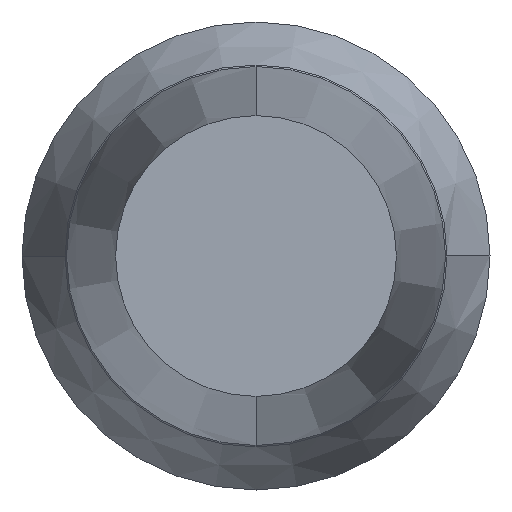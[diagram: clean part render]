
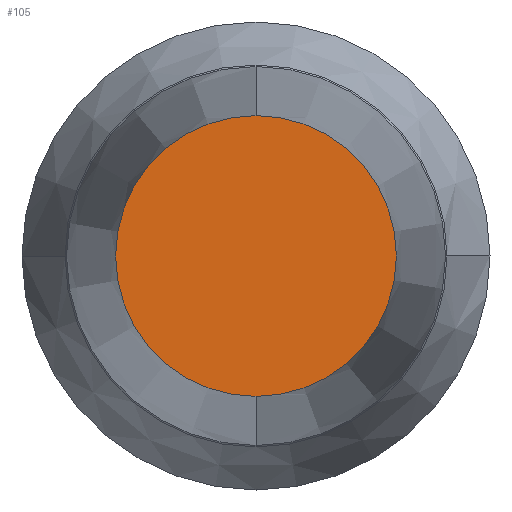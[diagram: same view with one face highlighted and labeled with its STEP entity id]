
A CAD part, front view. The second image highlights one B-rep face of the part: STEP entity #105.
In plain terms, the highlighted planar face has unit normal (0, -1, 0).
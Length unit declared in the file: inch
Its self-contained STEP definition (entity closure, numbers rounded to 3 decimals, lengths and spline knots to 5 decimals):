
#10 = CIRCLE ( 'NONE', #72, 0.09375 ) ;
#11 = DIRECTION ( 'NONE',  ( 0., -1., 0. ) ) ;
#21 = CIRCLE ( 'NONE', #373, 0.09375 ) ;
#40 = DIRECTION ( 'NONE',  ( 0., 0., -1. ) ) ;
#64 = DIRECTION ( 'NONE',  ( 0., -1., 0. ) ) ;
#72 = AXIS2_PLACEMENT_3D ( 'NONE', #329, #11, #40 ) ;
#92 = CARTESIAN_POINT ( 'NONE',  ( 0., 0., 0. ) ) ;
#100 = CARTESIAN_POINT ( 'NONE',  ( 0., 0., 0.09375 ) ) ;
#105 = ADVANCED_FACE ( 'NONE', ( #170 ), #452, .T. ) ;
#113 = VERTEX_POINT ( 'NONE', #100 ) ;
#170 = FACE_OUTER_BOUND ( 'NONE', #300, .T. ) ;
#185 = EDGE_CURVE ( 'NONE', #239, #113, #10, .T. ) ;
#223 = CARTESIAN_POINT ( 'NONE',  ( 0., 0., 0. ) ) ;
#228 = CARTESIAN_POINT ( 'NONE',  ( 0., 0., -0.09375 ) ) ;
#239 = VERTEX_POINT ( 'NONE', #228 ) ;
#300 = EDGE_LOOP ( 'NONE', ( #411, #442 ) ) ;
#329 = CARTESIAN_POINT ( 'NONE',  ( 0., 0., 0. ) ) ;
#349 = EDGE_CURVE ( 'NONE', #113, #239, #21, .T. ) ;
#361 = DIRECTION ( 'NONE',  ( 0., -1., 0. ) ) ;
#373 = AXIS2_PLACEMENT_3D ( 'NONE', #92, #64, #451 ) ;
#411 = ORIENTED_EDGE ( 'NONE', *, *, #349, .T. ) ;
#432 = DIRECTION ( 'NONE',  ( 0., 0., -1. ) ) ;
#442 = ORIENTED_EDGE ( 'NONE', *, *, #185, .T. ) ;
#445 = AXIS2_PLACEMENT_3D ( 'NONE', #223, #361, #432 ) ;
#451 = DIRECTION ( 'NONE',  ( 0., 0., -1. ) ) ;
#452 = PLANE ( 'NONE',  #445 ) ;
